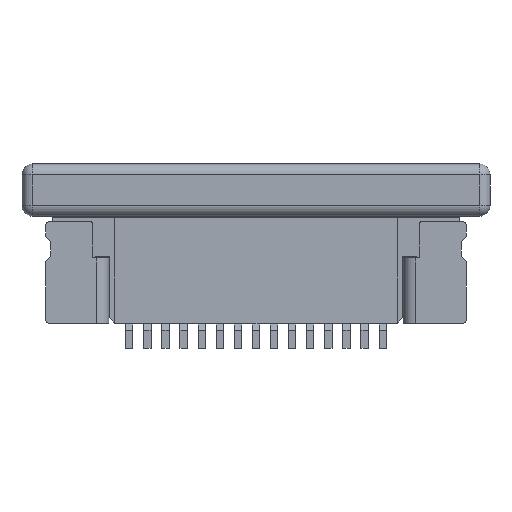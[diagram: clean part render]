
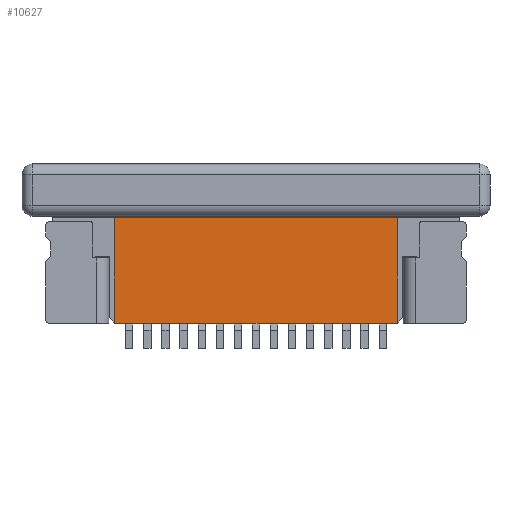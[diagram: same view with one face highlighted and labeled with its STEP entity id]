
A CAD part, front view. The second image highlights one B-rep face of the part: STEP entity #10627.
In plain terms, the highlighted planar face has unit normal (0, -1, 0).
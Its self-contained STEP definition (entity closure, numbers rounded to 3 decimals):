
#722=DIRECTION('',(-1.,0.,0.));
#723=VECTOR('',#722,7.8);
#724=CARTESIAN_POINT('',(3.9,-1.,-4.4));
#725=LINE('',#724,#723);
#3880=DIRECTION('',(0.,0.,1.));
#3881=VECTOR('',#3880,2.91);
#3882=CARTESIAN_POINT('',(-3.9,-1.,-4.4));
#3883=LINE('',#3882,#3881);
#3884=DIRECTION('',(1.,0.,0.));
#3885=VECTOR('',#3884,7.8);
#3886=CARTESIAN_POINT('',(-3.9,-1.,-1.49));
#3887=LINE('',#3886,#3885);
#3888=DIRECTION('',(0.,0.,1.));
#3889=VECTOR('',#3888,2.91);
#3890=CARTESIAN_POINT('',(3.9,-1.,-4.4));
#3891=LINE('',#3890,#3889);
#4058=CARTESIAN_POINT('',(3.9,-1.,-4.4));
#4059=CARTESIAN_POINT('',(-3.9,-1.,-4.4));
#4060=VERTEX_POINT('',#4058);
#4061=VERTEX_POINT('',#4059);
#4746=CARTESIAN_POINT('',(-3.9,-1.,-1.49));
#4747=CARTESIAN_POINT('',(3.9,-1.,-1.49));
#4748=VERTEX_POINT('',#4746);
#4749=VERTEX_POINT('',#4747);
#10615=CARTESIAN_POINT('',(-6.465,-1.,0.));
#10616=DIRECTION('',(0.,-1.,0.));
#10617=DIRECTION('',(1.,0.,0.));
#10618=AXIS2_PLACEMENT_3D('',#10615,#10616,#10617);
#10619=PLANE('',#10618);
#10620=ORIENTED_EDGE('',*,*,#5701,.T.);
#10622=ORIENTED_EDGE('',*,*,#10621,.F.);
#10623=ORIENTED_EDGE('',*,*,#6076,.T.);
#10624=ORIENTED_EDGE('',*,*,#10608,.T.);
#10625=EDGE_LOOP('',(#10620,#10622,#10623,#10624));
#10626=FACE_OUTER_BOUND('',#10625,.F.);
#5701=EDGE_CURVE('',#4748,#4749,#3887,.T.);
#6076=EDGE_CURVE('',#4060,#4061,#725,.T.);
#10608=EDGE_CURVE('',#4061,#4748,#3883,.T.);
#10621=EDGE_CURVE('',#4060,#4749,#3891,.T.);
#10627=ADVANCED_FACE('',(#10626),#10619,.T.);
